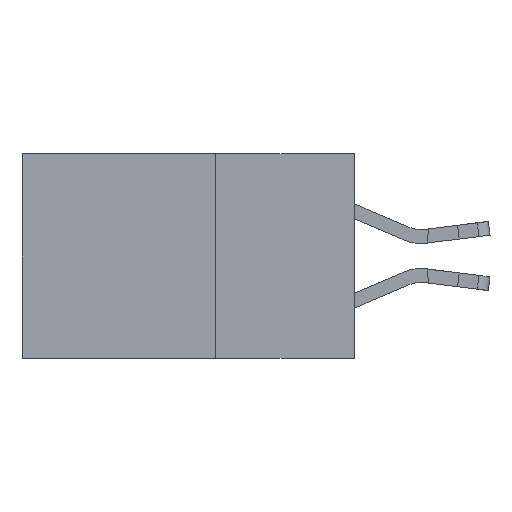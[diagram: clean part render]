
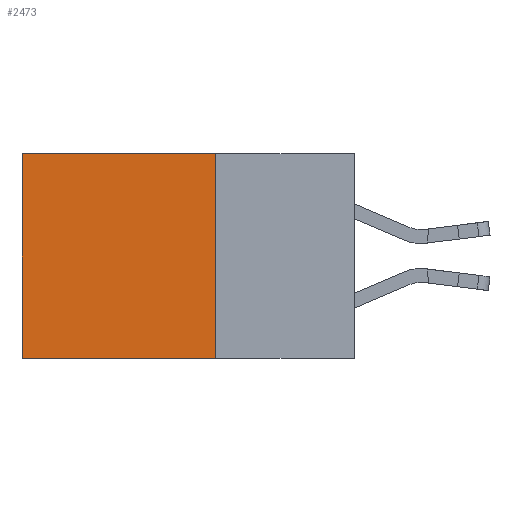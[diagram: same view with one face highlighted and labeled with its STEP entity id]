
A CAD part, left-side view. The second image highlights one B-rep face of the part: STEP entity #2473.
In plain terms, the highlighted planar face has unit normal (-1, 0, 0).
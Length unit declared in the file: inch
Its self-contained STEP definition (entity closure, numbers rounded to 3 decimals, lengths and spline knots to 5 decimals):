
#19 = CARTESIAN_POINT ( 'NONE',  ( 0.2615, 0.25, -0.37 ) ) ;
#96 = FACE_OUTER_BOUND ( 'NONE', #5104, .T. ) ;
#667 = CARTESIAN_POINT ( 'NONE',  ( 0.2615, 0.25, -0.37 ) ) ;
#1179 = VECTOR ( 'NONE', #8521, 39.37008 ) ;
#1227 = EDGE_CURVE ( 'NONE', #9542, #8709, #8871, .T. ) ;
#1407 = DIRECTION ( 'NONE',  ( 0., 1., 0. ) ) ;
#2473 = ADVANCED_FACE ( 'NONE', ( #96 ), #3959, .F. ) ;
#2726 = EDGE_CURVE ( 'NONE', #4902, #9542, #4517, .T. ) ;
#3959 = PLANE ( 'NONE',  #10674 ) ;
#4517 = LINE ( 'NONE', #14296, #14834 ) ;
#4641 = ORIENTED_EDGE ( 'NONE', *, *, #10080, .T. ) ;
#4673 = CARTESIAN_POINT ( 'NONE',  ( 0.2615, 0.25, 0. ) ) ;
#4902 = VERTEX_POINT ( 'NONE', #7861 ) ;
#5104 = EDGE_LOOP ( 'NONE', ( #15811, #5172, #6437, #4641 ) ) ;
#5172 = ORIENTED_EDGE ( 'NONE', *, *, #1227, .F. ) ;
#6176 = CARTESIAN_POINT ( 'NONE',  ( 0.2615, 0.25, -0.37 ) ) ;
#6437 = ORIENTED_EDGE ( 'NONE', *, *, #2726, .F. ) ;
#7082 = VERTEX_POINT ( 'NONE', #15741 ) ;
#7602 = LINE ( 'NONE', #11229, #8851 ) ;
#7653 = DIRECTION ( 'NONE',  ( 0., 0., -1. ) ) ;
#7861 = CARTESIAN_POINT ( 'NONE',  ( 0.2615, 0.25, 0. ) ) ;
#8521 = DIRECTION ( 'NONE',  ( 0., 1., 0. ) ) ;
#8709 = VERTEX_POINT ( 'NONE', #15005 ) ;
#8851 = VECTOR ( 'NONE', #10059, 39.37008 ) ;
#8871 = LINE ( 'NONE', #6176, #11163 ) ;
#9542 = VERTEX_POINT ( 'NONE', #667 ) ;
#10059 = DIRECTION ( 'NONE',  ( 0., 0., -1. ) ) ;
#10080 = EDGE_CURVE ( 'NONE', #4902, #7082, #10918, .T. ) ;
#10283 = DIRECTION ( 'NONE',  ( 1., 0., 0. ) ) ;
#10674 = AXIS2_PLACEMENT_3D ( 'NONE', #19, #10283, #7653 ) ;
#10775 = DIRECTION ( 'NONE',  ( 0., 0., -1. ) ) ;
#10918 = LINE ( 'NONE', #4673, #1179 ) ;
#11163 = VECTOR ( 'NONE', #1407, 39.37008 ) ;
#11229 = CARTESIAN_POINT ( 'NONE',  ( 0.2615, 0.6, -0.37 ) ) ;
#13195 = EDGE_CURVE ( 'NONE', #7082, #8709, #7602, .T. ) ;
#14296 = CARTESIAN_POINT ( 'NONE',  ( 0.2615, 0.25, -0.37 ) ) ;
#14834 = VECTOR ( 'NONE', #10775, 39.37008 ) ;
#15005 = CARTESIAN_POINT ( 'NONE',  ( 0.2615, 0.6, -0.37 ) ) ;
#15741 = CARTESIAN_POINT ( 'NONE',  ( 0.2615, 0.6, 0. ) ) ;
#15811 = ORIENTED_EDGE ( 'NONE', *, *, #13195, .T. ) ;
